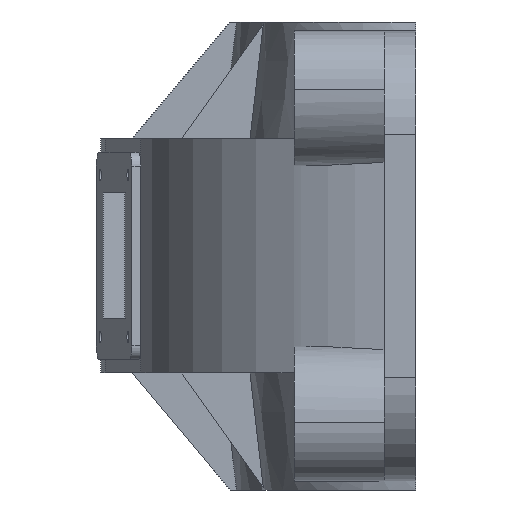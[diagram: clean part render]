
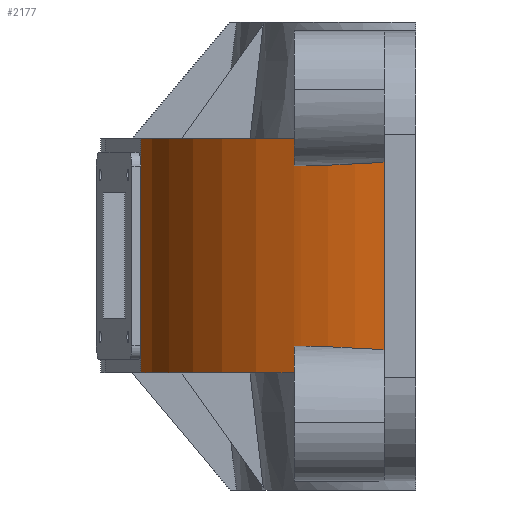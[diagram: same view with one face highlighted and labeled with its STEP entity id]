
A CAD part, front view. The second image highlights one B-rep face of the part: STEP entity #2177.
In plain terms, the highlighted cylindrical face has radius 62 mm (diameter 124 mm), a partial arc.
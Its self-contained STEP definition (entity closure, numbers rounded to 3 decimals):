
#73=CYLINDRICAL_SURFACE('',#2563,62.);
#127=B_SPLINE_CURVE_WITH_KNOTS('',3,(#4024,#4025,#4026,#4027,#4028),
 .UNSPECIFIED.,.F.,.F.,(4,1,4),(0.,0.01,0.019),
 .UNSPECIFIED.);
#128=B_SPLINE_CURVE_WITH_KNOTS('',3,(#4029,#4030,#4031,#4032,#4033),
 .UNSPECIFIED.,.F.,.F.,(4,1,4),(0.,0.01,
0.019),.UNSPECIFIED.);
#494=ORIENTED_EDGE('',*,*,#1060,.T.);
#495=ORIENTED_EDGE('',*,*,#1061,.T.);
#496=ORIENTED_EDGE('',*,*,#1062,.T.);
#497=ORIENTED_EDGE('',*,*,#835,.T.);
#498=ORIENTED_EDGE('',*,*,#1063,.T.);
#499=ORIENTED_EDGE('',*,*,#1064,.T.);
#500=ORIENTED_EDGE('',*,*,#1065,.T.);
#501=ORIENTED_EDGE('',*,*,#1003,.F.);
#502=ORIENTED_EDGE('',*,*,#1056,.T.);
#503=ORIENTED_EDGE('',*,*,#1066,.F.);
#504=ORIENTED_EDGE('',*,*,#1058,.T.);
#505=ORIENTED_EDGE('',*,*,#913,.T.);
#835=EDGE_CURVE('',#1171,#1170,#1384,.F.);
#913=EDGE_CURVE('',#1241,#1240,#2346,.T.);
#1003=EDGE_CURVE('',#1301,#1302,#2372,.T.);
#1056=EDGE_CURVE('',#1301,#1335,#1522,.T.);
#1058=EDGE_CURVE('',#1336,#1241,#1524,.T.);
#1060=EDGE_CURVE('',#1240,#1337,#1525,.F.);
#1061=EDGE_CURVE('',#1337,#1338,#2390,.T.);
#1062=EDGE_CURVE('',#1338,#1171,#127,.T.);
#1063=EDGE_CURVE('',#1170,#1339,#128,.T.);
#1064=EDGE_CURVE('',#1339,#1340,#2391,.T.);
#1065=EDGE_CURVE('',#1340,#1302,#1526,.F.);
#1066=EDGE_CURVE('',#1336,#1335,#1527,.T.);
#1170=VERTEX_POINT('',#3524);
#1171=VERTEX_POINT('',#3526);
#1240=VERTEX_POINT('',#3703);
#1241=VERTEX_POINT('',#3705);
#1301=VERTEX_POINT('',#3898);
#1302=VERTEX_POINT('',#3900);
#1335=VERTEX_POINT('',#4012);
#1336=VERTEX_POINT('',#4016);
#1337=VERTEX_POINT('',#4021);
#1338=VERTEX_POINT('',#4023);
#1339=VERTEX_POINT('',#4034);
#1340=VERTEX_POINT('',#4036);
#1384=LINE('',#3525,#1577);
#1522=LINE('',#4013,#1715);
#1524=LINE('',#4015,#1717);
#1525=LINE('',#4020,#1718);
#1526=LINE('',#4037,#1719);
#1527=LINE('',#4038,#1720);
#1577=VECTOR('',#2740,1000.);
#1715=VECTOR('',#3090,1000.);
#1717=VECTOR('',#3092,1000.);
#1718=VECTOR('',#3099,1000.);
#1719=VECTOR('',#3104,1000.);
#1720=VECTOR('',#3105,1000.);
#1819=EDGE_LOOP('',(#494,#495,#496,#497,#498,#499,#500,#501,#502,#503,#504,
#505));
#1974=FACE_BOUND('',#1819,.T.);
#2177=ADVANCED_FACE('',(#1974),#73,.T.);
#2346=CIRCLE('',#2486,62.);
#2372=CIRCLE('',#2528,62.);
#2390=CIRCLE('',#2564,62.);
#2391=CIRCLE('',#2565,62.);
#2486=AXIS2_PLACEMENT_3D('',#3704,#2854,#2855);
#2528=AXIS2_PLACEMENT_3D('',#3899,#2993,#2994);
#2563=AXIS2_PLACEMENT_3D('',#4019,#3097,#3098);
#2564=AXIS2_PLACEMENT_3D('',#4022,#3100,#3101);
#2565=AXIS2_PLACEMENT_3D('',#4035,#3102,#3103);
#2740=DIRECTION('',(0.,0.,-1.));
#2854=DIRECTION('',(0.,0.,1.));
#2855=DIRECTION('',(1.,0.,0.));
#2993=DIRECTION('',(0.,0.,1.));
#2994=DIRECTION('',(1.,0.,0.));
#3090=DIRECTION('',(0.,0.,-1.));
#3092=DIRECTION('',(0.,0.,-1.));
#3097=DIRECTION('',(0.,0.,-1.));
#3098=DIRECTION('',(-1.,0.,0.));
#3099=DIRECTION('',(0.,0.,-1.));
#3100=DIRECTION('',(0.,0.,1.));
#3101=DIRECTION('',(0.,-1.,0.));
#3102=DIRECTION('',(0.,0.,-1.));
#3103=DIRECTION('',(0.,1.,0.));
#3104=DIRECTION('',(0.,0.,-1.));
#3105=DIRECTION('',(0.,0.,1.));
#3524=CARTESIAN_POINT('',(-37.,-428.088,46.784));
#3525=CARTESIAN_POINT('',(-37.,-428.088,52.));
#3526=CARTESIAN_POINT('',(-37.,-428.088,5.216));
#3703=CARTESIAN_POINT('',(-57.,-422.297,0.));
#3704=CARTESIAN_POINT('',(-30.,-366.485,0.));
#3705=CARTESIAN_POINT('',(-91.095,-377.038,0.));
#3898=CARTESIAN_POINT('',(-91.095,-377.038,52.));
#3899=CARTESIAN_POINT('',(-30.,-366.485,52.));
#3900=CARTESIAN_POINT('',(-57.,-422.297,52.));
#4012=CARTESIAN_POINT('',(-91.095,-377.038,46.));
#4013=CARTESIAN_POINT('',(-91.095,-377.038,52.));
#4015=CARTESIAN_POINT('',(-91.095,-377.038,52.));
#4016=CARTESIAN_POINT('',(-91.095,-377.038,6.));
#4019=CARTESIAN_POINT('',(-30.,-366.485,52.));
#4020=CARTESIAN_POINT('',(-57.,-422.297,52.));
#4021=CARTESIAN_POINT('',(-57.,-422.297,6.));
#4022=CARTESIAN_POINT('',(-30.,-366.485,6.));
#4023=CARTESIAN_POINT('',(-55.529,-422.985,6.));
#4024=CARTESIAN_POINT('',(-55.529,-422.985,6.));
#4025=CARTESIAN_POINT('',(-52.577,-424.319,6.));
#4026=CARTESIAN_POINT('',(-46.545,-426.493,5.699));
#4027=CARTESIAN_POINT('',(-40.215,-427.723,5.331));
#4028=CARTESIAN_POINT('',(-37.,-428.088,5.216));
#4029=CARTESIAN_POINT('',(-37.,-428.088,46.784));
#4030=CARTESIAN_POINT('',(-40.215,-427.723,46.669));
#4031=CARTESIAN_POINT('',(-46.506,-426.504,46.303));
#4032=CARTESIAN_POINT('',(-52.578,-424.318,46.));
#4033=CARTESIAN_POINT('',(-55.529,-422.985,46.));
#4034=CARTESIAN_POINT('',(-55.529,-422.985,46.));
#4035=CARTESIAN_POINT('',(-30.,-366.485,46.));
#4036=CARTESIAN_POINT('',(-57.,-422.297,46.));
#4037=CARTESIAN_POINT('',(-57.,-422.297,52.));
#4038=CARTESIAN_POINT('',(-91.095,-377.038,3.));
